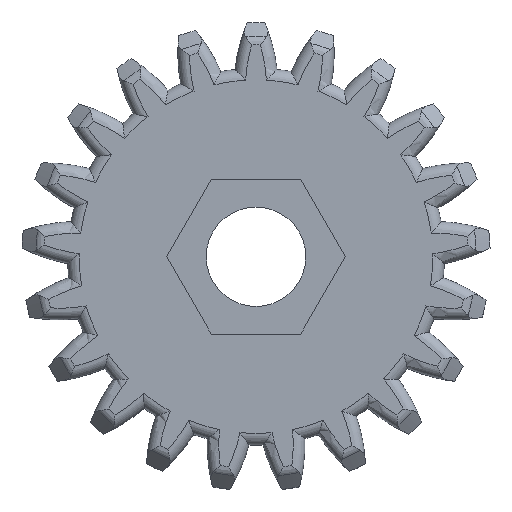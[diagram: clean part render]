
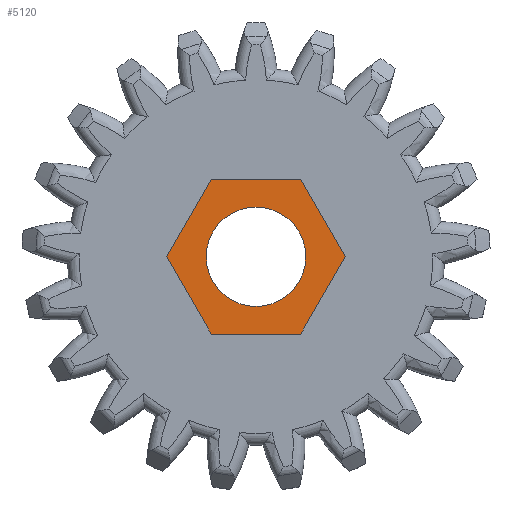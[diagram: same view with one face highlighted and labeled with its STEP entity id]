
A CAD part, top view. The second image highlights one B-rep face of the part: STEP entity #5120.
In plain terms, the highlighted planar face has unit normal (0, 0, 1).
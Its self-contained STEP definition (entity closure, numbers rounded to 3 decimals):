
#106=LINE('',#11344,#208);
#109=LINE('',#11349,#211);
#111=LINE('',#11353,#213);
#113=LINE('',#11357,#215);
#115=LINE('',#11361,#217);
#116=LINE('',#11363,#218);
#208=VECTOR('',#7241,7.679);
#211=VECTOR('',#7246,7.679);
#213=VECTOR('',#7250,7.679);
#215=VECTOR('',#7254,7.679);
#217=VECTOR('',#7258,7.679);
#218=VECTOR('',#7261,7.679);
#816=PLANE('',#5808);
#821=FACE_BOUND('',#1415,.T.);
#1105=FACE_OUTER_BOUND('',#1414,.T.);
#1414=EDGE_LOOP('',(#4703,#4704,#4705,#4706,#4707,#4708));
#1415=EDGE_LOOP('',(#4709));
#1523=CIRCLE('',#5233,4.275);
#1904=VERTEX_POINT('',#7482);
#2331=VERTEX_POINT('',#11341);
#2332=VERTEX_POINT('',#11343);
#2333=VERTEX_POINT('',#11347);
#2334=VERTEX_POINT('',#11351);
#2335=VERTEX_POINT('',#11355);
#2336=VERTEX_POINT('',#11359);
#2423=EDGE_CURVE('',#1904,#1904,#1523,.T.);
#3145=EDGE_CURVE('',#2331,#2332,#106,.T.);
#3148=EDGE_CURVE('',#2333,#2331,#109,.T.);
#3150=EDGE_CURVE('',#2334,#2333,#111,.T.);
#3152=EDGE_CURVE('',#2335,#2334,#113,.T.);
#3154=EDGE_CURVE('',#2336,#2335,#115,.T.);
#3155=EDGE_CURVE('',#2332,#2336,#116,.T.);
#4703=ORIENTED_EDGE('',*,*,#3155,.F.);
#4704=ORIENTED_EDGE('',*,*,#3145,.F.);
#4705=ORIENTED_EDGE('',*,*,#3148,.F.);
#4706=ORIENTED_EDGE('',*,*,#3150,.F.);
#4707=ORIENTED_EDGE('',*,*,#3152,.F.);
#4708=ORIENTED_EDGE('',*,*,#3154,.F.);
#4709=ORIENTED_EDGE('',*,*,#2423,.F.);
#5120=ADVANCED_FACE('',(#1105,#821),#816,.F.);
#5233=AXIS2_PLACEMENT_3D('',#7483,#6010,#6011);
#5808=AXIS2_PLACEMENT_3D('',#11364,#7262,#7263);
#6010=DIRECTION('center_axis',(0.,0.,1.));
#6011=DIRECTION('ref_axis',(-1.,0.,0.));
#7241=DIRECTION('',(-0.5,0.866,0.));
#7246=DIRECTION('',(-1.,0.,0.));
#7250=DIRECTION('',(-0.5,-0.866,0.));
#7254=DIRECTION('',(0.5,-0.866,0.));
#7258=DIRECTION('',(1.,0.,0.));
#7261=DIRECTION('',(0.5,0.866,0.));
#7262=DIRECTION('center_axis',(0.,0.,-1.));
#7263=DIRECTION('ref_axis',(-1.,0.,0.));
#7482=CARTESIAN_POINT('',(4.275,0.,3.5));
#7483=CARTESIAN_POINT('Origin',(0.,0.,3.5));
#11341=CARTESIAN_POINT('',(-3.839,-6.65,3.5));
#11343=CARTESIAN_POINT('',(-7.679,0.,3.5));
#11344=CARTESIAN_POINT('',(-3.839,-6.65,3.5));
#11347=CARTESIAN_POINT('',(3.839,-6.65,3.5));
#11349=CARTESIAN_POINT('',(3.839,-6.65,3.5));
#11351=CARTESIAN_POINT('',(7.679,0.,3.5));
#11353=CARTESIAN_POINT('',(7.679,0.,3.5));
#11355=CARTESIAN_POINT('',(3.839,6.65,3.5));
#11357=CARTESIAN_POINT('',(3.839,6.65,3.5));
#11359=CARTESIAN_POINT('',(-3.839,6.65,3.5));
#11361=CARTESIAN_POINT('',(-3.839,6.65,3.5));
#11363=CARTESIAN_POINT('',(-7.679,0.,3.5));
#11364=CARTESIAN_POINT('Origin',(0.,0.,
3.5));
